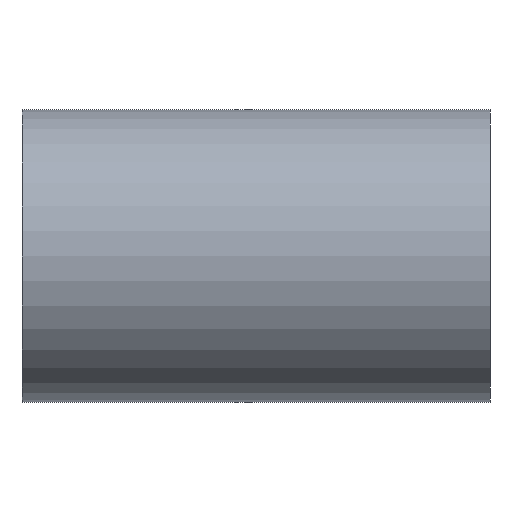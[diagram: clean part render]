
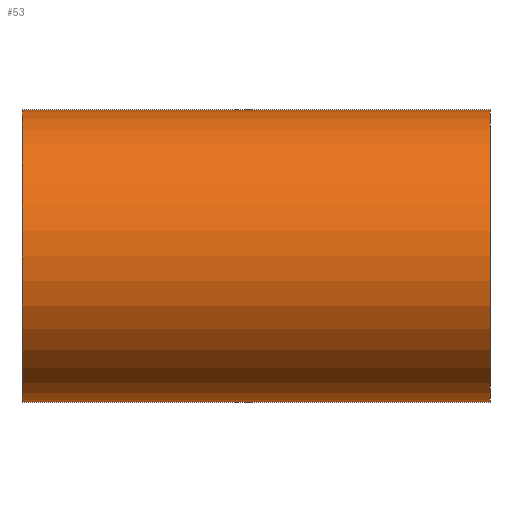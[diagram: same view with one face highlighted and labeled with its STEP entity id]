
A CAD part, front view. The second image highlights one B-rep face of the part: STEP entity #53.
In plain terms, the highlighted cylindrical face has radius 9.375 mm (diameter 18.75 mm), a full revolution.
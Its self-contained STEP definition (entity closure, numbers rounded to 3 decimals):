
#53 = ADVANCED_FACE( '', ( #125, #126 ), #127, .T. );
#125 = FACE_OUTER_BOUND( '', #216, .T. );
#126 = FACE_OUTER_BOUND( '', #217, .T. );
#127 = CYLINDRICAL_SURFACE( '', #218, 9.375 );
#216 = EDGE_LOOP( '', ( #306 ) );
#217 = EDGE_LOOP( '', ( #307 ) );
#218 = AXIS2_PLACEMENT_3D( '', #308, #309, #310 );
#306 = ORIENTED_EDGE( '', *, *, #559, .F. );
#307 = ORIENTED_EDGE( '', *, *, #560, .T. );
#308 = CARTESIAN_POINT( '', ( 30., 0., 0. ) );
#309 = DIRECTION( '', ( 1., 0., 0. ) );
#310 = DIRECTION( '', ( 0., 0., 1. ) );
#559 = EDGE_CURVE( '', #664, #664, #665, .T. );
#560 = EDGE_CURVE( '', #666, #666, #667, .T. );
#664 = VERTEX_POINT( '', #819 );
#665 = CIRCLE( '', #820, 9.375 );
#666 = VERTEX_POINT( '', #821 );
#667 = CIRCLE( '', #822, 9.375 );
#819 = CARTESIAN_POINT( '', ( 30., 0., -9.375 ) );
#820 = AXIS2_PLACEMENT_3D( '', #1008, #1009, #1010 );
#821 = CARTESIAN_POINT( '', ( 0., 0., -9.375 ) );
#822 = AXIS2_PLACEMENT_3D( '', #1011, #1012, #1013 );
#1008 = CARTESIAN_POINT( '', ( 30., 0., 0. ) );
#1009 = DIRECTION( '', ( 1., 0., 0. ) );
#1010 = DIRECTION( '', ( 0., 0., -1. ) );
#1011 = CARTESIAN_POINT( '', ( 0., 0., 0. ) );
#1012 = DIRECTION( '', ( 1., 0., 0. ) );
#1013 = DIRECTION( '', ( 0., 0., -1. ) );
